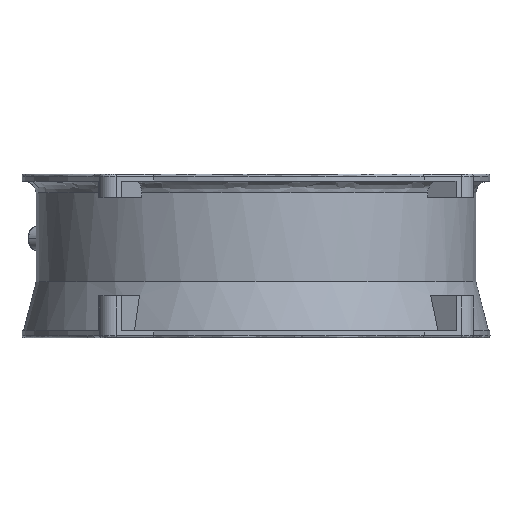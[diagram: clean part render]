
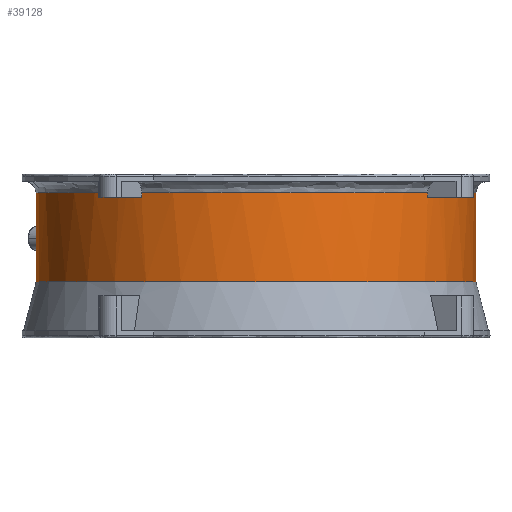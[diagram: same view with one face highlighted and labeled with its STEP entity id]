
A CAD part, front view. The second image highlights one B-rep face of the part: STEP entity #39128.
In plain terms, the highlighted cylindrical face has radius 94 mm (diameter 188 mm), a partial arc.
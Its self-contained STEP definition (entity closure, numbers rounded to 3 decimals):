
#6294 = CARTESIAN_POINT ( 'NONE',  ( 0., 0., -8. ) ) ;
#6296 = DIRECTION ( 'NONE',  ( 0., 0., -1. ) ) ;
#6297 = DIRECTION ( 'NONE',  ( -1., 0., 0. ) ) ;
#7201 = CARTESIAN_POINT ( 'NONE',  ( 94., 0., -49. ) ) ;
#7206 = LINE ( 'NONE', #7201, #38418 ) ;
#7210 = DIRECTION ( 'NONE',  ( 0., 0., -1. ) ) ;
#7211 = LINE ( 'NONE', #7212, #38423 ) ;
#7212 = CARTESIAN_POINT ( 'NONE',  ( -94., 0., -49. ) ) ;
#7213 = DIRECTION ( 'NONE',  ( 0., 0., -1. ) ) ;
#7257 = CARTESIAN_POINT ( 'NONE',  ( 94., 0., -8. ) ) ;
#7462 = CARTESIAN_POINT ( 'NONE',  ( -48.891, -80.285, -10. ) ) ;
#7465 = CARTESIAN_POINT ( 'NONE',  ( 73.402, -58.721, -8. ) ) ;
#7471 = CARTESIAN_POINT ( 'NONE',  ( -48.891, -80.285, -8. ) ) ;
#7473 = CARTESIAN_POINT ( 'NONE',  ( -58.721, -73.402, -10. ) ) ;
#7474 = CARTESIAN_POINT ( 'NONE',  ( 73.402, -58.721, -10. ) ) ;
#7479 = CARTESIAN_POINT ( 'NONE',  ( 80.285, -48.891, -8. ) ) ;
#7483 = CARTESIAN_POINT ( 'NONE',  ( 80.285, -48.891, -10. ) ) ;
#11510 = AXIS2_PLACEMENT_3D ( 'NONE', #12865, #12860, #12867 ) ;
#11673 = CIRCLE ( 'NONE', #11675, 94. ) ;
#11674 = VECTOR ( 'NONE', #13881, 1000. ) ;
#11675 = AXIS2_PLACEMENT_3D ( 'NONE', #13878, #13879, #13880 ) ;
#11677 = CIRCLE ( 'NONE', #11680, 94. ) ;
#11679 = CIRCLE ( 'NONE', #11686, 94. ) ;
#11680 = AXIS2_PLACEMENT_3D ( 'NONE', #13912, #13913, #13914 ) ;
#11682 = VECTOR ( 'NONE', #13942, 1000. ) ;
#11685 = VECTOR ( 'NONE', #13952, 1000. ) ;
#11686 = AXIS2_PLACEMENT_3D ( 'NONE', #13949, #13950, #13951 ) ;
#11687 = CIRCLE ( 'NONE', #11689, 94. ) ;
#11688 = VECTOR ( 'NONE', #13956, 1000. ) ;
#11689 = AXIS2_PLACEMENT_3D ( 'NONE', #13953, #13954, #13955 ) ;
#11690 = CIRCLE ( 'NONE', #11692, 94. ) ;
#11692 = AXIS2_PLACEMENT_3D ( 'NONE', #13959, #13960, #13961 ) ;
#12860 = DIRECTION ( 'NONE',  ( 0., 0., -1. ) ) ;
#12864 = FACE_OUTER_BOUND ( 'NONE', #42875, .T. ) ;
#12865 = CARTESIAN_POINT ( 'NONE',  ( 0., 0., -49. ) ) ;
#12866 = CYLINDRICAL_SURFACE ( 'NONE', #11510, 94. ) ;
#12867 = DIRECTION ( 'NONE',  ( -1., 0., 0. ) ) ;
#13866 = CARTESIAN_POINT ( 'NONE',  ( -48.891, -80.285, -18. ) ) ;
#13867 = LINE ( 'NONE', #13866, #11674 ) ;
#13878 = CARTESIAN_POINT ( 'NONE',  ( 0., 0., -10. ) ) ;
#13879 = DIRECTION ( 'NONE',  ( 0., 0., 1. ) ) ;
#13880 = DIRECTION ( 'NONE',  ( -1., 0., 0. ) ) ;
#13881 = DIRECTION ( 'NONE',  ( 0., 0., -1. ) ) ;
#13912 = CARTESIAN_POINT ( 'NONE',  ( 0., 0., -8. ) ) ;
#13913 = DIRECTION ( 'NONE',  ( 0., 0., -1. ) ) ;
#13914 = DIRECTION ( 'NONE',  ( -1., 0., 0. ) ) ;
#13935 = CARTESIAN_POINT ( 'NONE',  ( 80.285, -48.891, -18. ) ) ;
#13940 = LINE ( 'NONE', #13941, #11682 ) ;
#13941 = CARTESIAN_POINT ( 'NONE',  ( 73.402, -58.721, -18. ) ) ;
#13942 = DIRECTION ( 'NONE',  ( 0., 0., 1. ) ) ;
#13944 = LINE ( 'NONE', #13935, #11685 ) ;
#13947 = LINE ( 'NONE', #13948, #11688 ) ;
#13948 = CARTESIAN_POINT ( 'NONE',  ( -58.721, -73.402, -18. ) ) ;
#13949 = CARTESIAN_POINT ( 'NONE',  ( 0., 0., -8. ) ) ;
#13950 = DIRECTION ( 'NONE',  ( 0., 0., -1. ) ) ;
#13951 = DIRECTION ( 'NONE',  ( -1., 0., 0. ) ) ;
#13952 = DIRECTION ( 'NONE',  ( 0., 0., -1. ) ) ;
#13953 = CARTESIAN_POINT ( 'NONE',  ( 0., 0., -10. ) ) ;
#13954 = DIRECTION ( 'NONE',  ( 0., 0., 1. ) ) ;
#13955 = DIRECTION ( 'NONE',  ( -1., 0., 0. ) ) ;
#13956 = DIRECTION ( 'NONE',  ( 0., 0., 1. ) ) ;
#13959 = CARTESIAN_POINT ( 'NONE',  ( 0., 0., -46.074 ) ) ;
#13960 = DIRECTION ( 'NONE',  ( 0., 0., -1. ) ) ;
#13961 = DIRECTION ( 'NONE',  ( -1., 0., 0. ) ) ;
#22208 = CARTESIAN_POINT ( 'NONE',  ( 94., 0., -46.074 ) ) ;
#22211 = CARTESIAN_POINT ( 'NONE',  ( -58.721, -73.402, -8. ) ) ;
#22212 = CARTESIAN_POINT ( 'NONE',  ( -94., 0., -8. ) ) ;
#22297 = CARTESIAN_POINT ( 'NONE',  ( -94., 0., -46.074 ) ) ;
#31479 = VERTEX_POINT ( 'NONE', #22208 ) ;
#31482 = VERTEX_POINT ( 'NONE', #22211 ) ;
#31483 = VERTEX_POINT ( 'NONE', #22212 ) ;
#31568 = VERTEX_POINT ( 'NONE', #22297 ) ;
#35994 = EDGE_CURVE ( 'NONE', #31482, #31483, #38020, .T. ) ;
#36128 = EDGE_CURVE ( 'NONE', #38061, #31479, #7206, .T. ) ;
#36129 = EDGE_CURVE ( 'NONE', #31483, #31568, #7211, .T. ) ;
#38020 = CIRCLE ( 'NONE', #38025, 94. ) ;
#38025 = AXIS2_PLACEMENT_3D ( 'NONE', #6294, #6296, #6297 ) ;
#38061 = VERTEX_POINT ( 'NONE', #7257 ) ;
#38418 = VECTOR ( 'NONE', #7210, 1000. ) ;
#38423 = VECTOR ( 'NONE', #7213, 1000. ) ;
#38441 = VERTEX_POINT ( 'NONE', #7462 ) ;
#38446 = VERTEX_POINT ( 'NONE', #7465 ) ;
#38458 = VERTEX_POINT ( 'NONE', #7471 ) ;
#38461 = VERTEX_POINT ( 'NONE', #7473 ) ;
#38463 = VERTEX_POINT ( 'NONE', #7474 ) ;
#38472 = VERTEX_POINT ( 'NONE', #7479 ) ;
#38480 = VERTEX_POINT ( 'NONE', #7483 ) ;
#39128 = ADVANCED_FACE ( 'NONE', ( #12864 ), #12866, .T. ) ;
#39492 = EDGE_CURVE ( 'NONE', #38461, #38441, #11673, .T. ) ;
#39494 = EDGE_CURVE ( 'NONE', #38458, #38441, #13867, .T. ) ;
#39506 = EDGE_CURVE ( 'NONE', #38446, #38458, #11677, .T. ) ;
#39513 = EDGE_CURVE ( 'NONE', #38463, #38446, #13940, .T. ) ;
#39518 = EDGE_CURVE ( 'NONE', #38061, #38472, #11679, .T. ) ;
#39520 = EDGE_CURVE ( 'NONE', #38472, #38480, #13944, .T. ) ;
#39523 = EDGE_CURVE ( 'NONE', #38463, #38480, #11687, .T. ) ;
#39525 = EDGE_CURVE ( 'NONE', #38461, #31482, #13947, .T. ) ;
#39527 = EDGE_CURVE ( 'NONE', #31479, #31568, #11690, .T. ) ;
#42621 = ORIENTED_EDGE ( 'NONE', *, *, #36128, .F. ) ;
#42623 = ORIENTED_EDGE ( 'NONE', *, *, #39518, .T. ) ;
#42624 = ORIENTED_EDGE ( 'NONE', *, *, #39520, .T. ) ;
#42625 = ORIENTED_EDGE ( 'NONE', *, *, #39523, .F. ) ;
#42626 = ORIENTED_EDGE ( 'NONE', *, *, #39513, .T. ) ;
#42627 = ORIENTED_EDGE ( 'NONE', *, *, #39506, .T. ) ;
#42629 = ORIENTED_EDGE ( 'NONE', *, *, #39494, .T. ) ;
#42631 = ORIENTED_EDGE ( 'NONE', *, *, #39492, .F. ) ;
#42633 = ORIENTED_EDGE ( 'NONE', *, *, #39525, .T. ) ;
#42634 = ORIENTED_EDGE ( 'NONE', *, *, #35994, .T. ) ;
#42635 = ORIENTED_EDGE ( 'NONE', *, *, #36129, .T. ) ;
#42637 = ORIENTED_EDGE ( 'NONE', *, *, #39527, .F. ) ;
#42875 = EDGE_LOOP ( 'NONE', ( #42621, #42623, #42624, #42625, #42626, #42627, #42629, #42631, #42633, #42634, #42635, #42637 ) ) ;
